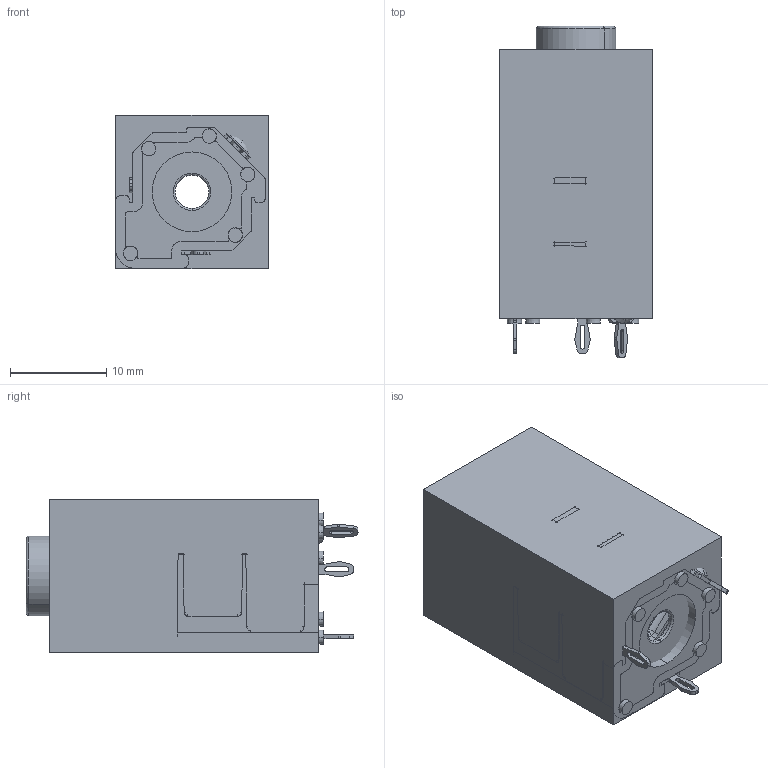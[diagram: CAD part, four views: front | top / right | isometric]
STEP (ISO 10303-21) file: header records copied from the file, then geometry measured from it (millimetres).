
FILE_DESCRIPTION((''),'2;1');
FILE_NAME('RJ3VM_ASM','2021-03-10T',('yuj'),(''),'PRO/ENGINEER BY PARAMETRIC TECHNOLOGY CORPORATION, 2013040','PRO/ENGINEER BY PARAMETRIC TECHNOLOGY CORPORATION, 2013040','');
FILE_SCHEMA(('CONFIG_CONTROL_DESIGN'));
Length unit declared in the file: millimetre
Products named in the file (1): RJ3VM_ASM
Bounding box: 15.9 x 34.55 x 16.02 mm (x, y, z)
Volume: 5709.6 mm3; surface area: 5944.5 mm2
Topology: 1 solids, 7 shells, 1057 faces, 2606 edges, 1552 vertices
Faces by surface type: cylinder 394, plane 351, bspline 102, sphere 100, cone 56, torus 54
Entity records: 36774 total; most frequent: CARTESIAN_POINT 13075, ORIENTED_EDGE 5191, DIRECTION 4577, EDGE_CURVE 2602, AXIS2_PLACEMENT_3D 1671, VERTEX_POINT 1552, VECTOR 1235, LINE 1235
